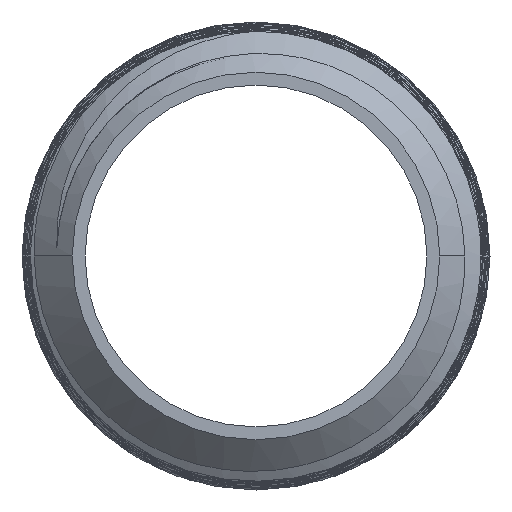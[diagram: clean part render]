
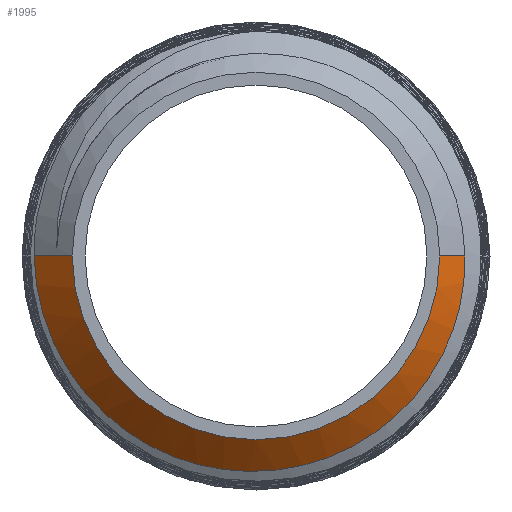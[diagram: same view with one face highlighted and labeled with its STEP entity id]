
A CAD part, left-side view. The second image highlights one B-rep face of the part: STEP entity #1995.
In plain terms, the highlighted conical face has half-angle 46.783 degrees and reference radius 6.731 mm.
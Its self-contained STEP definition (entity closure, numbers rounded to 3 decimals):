
#77=FACE_OUTER_BOUND('',#134,.T.);
#134=EDGE_LOOP('',(#1719,#1720,#1721,#1722));
#163=CIRCLE('',#2064,6.731);
#196=LINE('',#7460,#240);
#198=LINE('',#7519,#242);
#240=VECTOR('',#2178,1000.);
#242=VECTOR('',#2182,1000.);
#525=B_SPLINE_CURVE_WITH_KNOTS('',3,(#13134,#13135,#13136,#13137,#13138,
#13139,#13140,#13141,#13142,#13143,#13144,#13145,#13146,#13147,#13148,#13149,
#13150,#13151,#13152,#13153,#13154,#13155,#13156,#13157),.UNSPECIFIED.,
 .F.,.F.,(4,2,2,2,2,2,2,2,2,2,2,4),(-2.49,-2.306,
-2.13,-2.009,-1.702,-1.542,
-1.242,-0.945,-0.791,-0.49,
-0.247,0.),.UNSPECIFIED.);
#702=VERTEX_POINT('',#7456);
#703=VERTEX_POINT('',#7457);
#704=VERTEX_POINT('',#7459);
#710=VERTEX_POINT('',#7510);
#1021=EDGE_CURVE('',#702,#704,#196,.T.);
#1028=EDGE_CURVE('',#703,#710,#198,.T.);
#1169=EDGE_CURVE('',#703,#702,#163,.T.);
#1174=EDGE_CURVE('',#710,#704,#525,.T.);
#1719=ORIENTED_EDGE('',*,*,#1021,.F.);
#1720=ORIENTED_EDGE('',*,*,#1169,.F.);
#1721=ORIENTED_EDGE('',*,*,#1028,.T.);
#1722=ORIENTED_EDGE('',*,*,#1174,.T.);
#1946=CONICAL_SURFACE('',#2069,6.731,0.817);
#1995=ADVANCED_FACE('',(#77),#1946,.T.);
#2064=AXIS2_PLACEMENT_3D('',#12391,#2236,#2237);
#2069=AXIS2_PLACEMENT_3D('',#14536,#2246,#2247);
#2178=DIRECTION('',(0.685,0.,0.729));
#2182=DIRECTION('',(0.685,0.,-0.729));
#2236=DIRECTION('center_axis',(-1.,0.,0.));
#2237=DIRECTION('ref_axis',(0.,0.,1.));
#2246=DIRECTION('center_axis',(1.,0.,0.));
#2247=DIRECTION('ref_axis',(0.,0.,-1.));
#7456=CARTESIAN_POINT('',(-12.7,0.,6.731));
#7457=CARTESIAN_POINT('',(-12.7,0.,-6.731));
#7459=CARTESIAN_POINT('',(-11.832,0.,7.655));
#7460=CARTESIAN_POINT('',(-12.7,0.,6.731));
#7510=CARTESIAN_POINT('',(-11.387,0.,-8.129));
#7519=CARTESIAN_POINT('',(-12.7,0.,-6.731));
#12391=CARTESIAN_POINT('Origin',(-12.7,0.,0.));
#13134=CARTESIAN_POINT('Ctrl Pts',(-11.387,0.,
-8.129));
#13135=CARTESIAN_POINT('Ctrl Pts',(-11.397,-0.61,
-8.117));
#13136=CARTESIAN_POINT('Ctrl Pts',(-11.408,-1.218,-8.037));
#13137=CARTESIAN_POINT('Ctrl Pts',(-11.429,-2.375,-7.749));
#13138=CARTESIAN_POINT('Ctrl Pts',(-11.439,-2.925,
-7.547));
#13139=CARTESIAN_POINT('Ctrl Pts',(-11.456,-3.808,
-7.109));
#13140=CARTESIAN_POINT('Ctrl Pts',(-11.463,-4.154,
-6.904));
#13141=CARTESIAN_POINT('Ctrl Pts',(-11.489,-5.314,-6.092));
#13142=CARTESIAN_POINT('Ctrl Pts',(-11.506,-6.031,
-5.356));
#13143=CARTESIAN_POINT('Ctrl Pts',(-11.534,-6.879,-4.064));
#13144=CARTESIAN_POINT('Ctrl Pts',(-11.543,-7.124,
-3.594));
#13145=CARTESIAN_POINT('Ctrl Pts',(-11.57,-7.693,-2.179));
#13146=CARTESIAN_POINT('Ctrl Pts',(-11.588,-7.888,
-1.192));
#13147=CARTESIAN_POINT('Ctrl Pts',(-11.624,-7.898,
0.796));
#13148=CARTESIAN_POINT('Ctrl Pts',(-11.641,-7.718,
1.78));
#13149=CARTESIAN_POINT('Ctrl Pts',(-11.668,-7.173,
3.178));
#13150=CARTESIAN_POINT('Ctrl Pts',(-11.678,-6.941,
3.635));
#13151=CARTESIAN_POINT('Ctrl Pts',(-11.705,-6.128,
4.912));
#13152=CARTESIAN_POINT('Ctrl Pts',(-11.723,-5.432,
5.648));
#13153=CARTESIAN_POINT('Ctrl Pts',(-11.757,-3.947,
6.702));
#13154=CARTESIAN_POINT('Ctrl Pts',(-11.771,-3.212,
7.067));
#13155=CARTESIAN_POINT('Ctrl Pts',(-11.801,-1.646,7.555));
#13156=CARTESIAN_POINT('Ctrl Pts',(-11.817,-0.823,7.671));
#13157=CARTESIAN_POINT('Ctrl Pts',(-11.832,0.,
7.655));
#14536=CARTESIAN_POINT('Origin',(-12.7,0.,0.));
